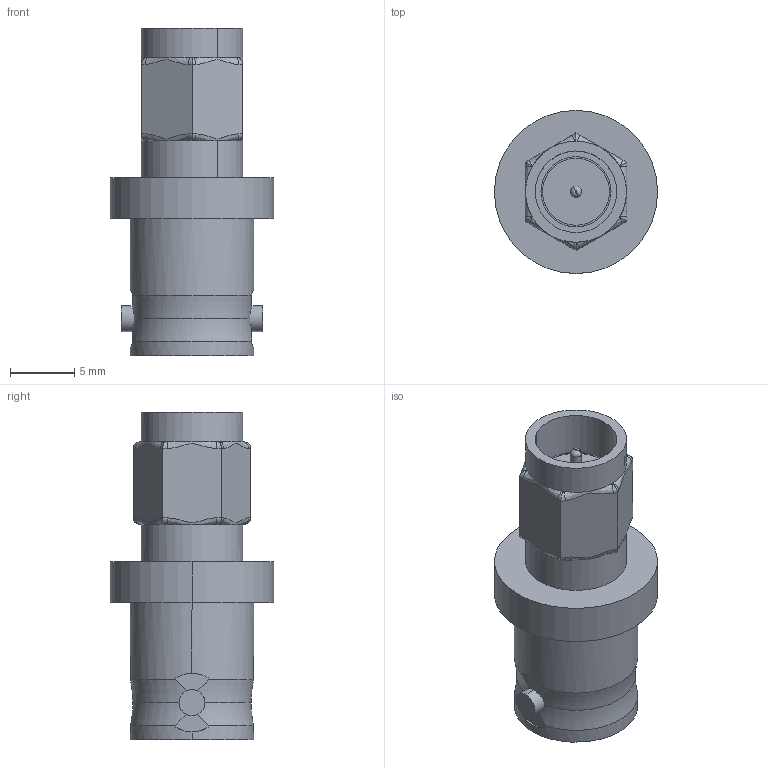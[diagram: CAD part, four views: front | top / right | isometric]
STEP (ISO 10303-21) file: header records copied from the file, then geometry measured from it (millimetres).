
FILE_DESCRIPTION (( 'STEP AP214' ), '1' );
FILE_NAME ('FMAD10073_3D.step', '2025-02-24T20:24:42', ( '' ), ( '' ), 'SwSTEP 2.0', 'SolidWorks 2022', '' );
FILE_SCHEMA (( 'AUTOMOTIVE_DESIGN' ));
Length unit declared in the file: inch
Products named in the file (3): Copy of BA29-MA2^FMAD10073; FMAD10073_3D; Copy of BA29-MA1^FMAD10073
Assembly tree (2 placements, depth 2):
  FMAD10073_3D
    Copy of BA29-MA1^FMAD10073
    Copy of BA29-MA2^FMAD10073
Bounding box: 12.7 x 12.7 x 25.5 mm (x, y, z)
Volume: 1156.9 mm3; surface area: 1851.9 mm2
Topology: 2 solids, 2 shells, 132 faces, 304 edges, 184 vertices
Faces by surface type: cylinder 62, plane 42, torus 16, bspline 12
Entity records: 5100 total; most frequent: CARTESIAN_POINT 1735, DIRECTION 624, ORIENTED_EDGE 608, EDGE_CURVE 304, AXIS2_PLACEMENT_3D 257, VERTEX_POINT 184, EDGE_LOOP 140, ADVANCED_FACE 132
